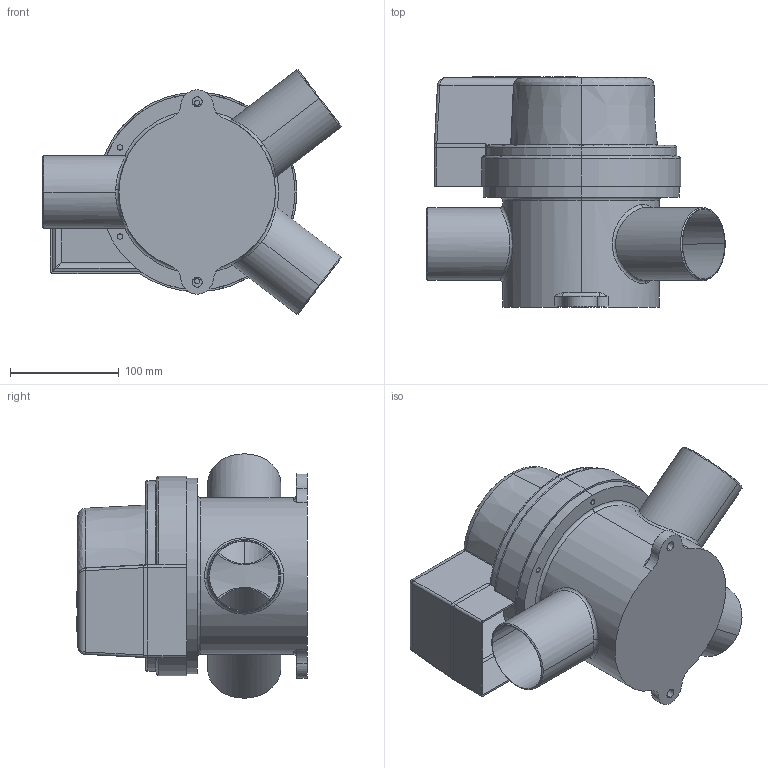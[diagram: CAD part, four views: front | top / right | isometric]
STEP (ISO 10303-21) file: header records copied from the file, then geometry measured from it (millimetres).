
FILE_DESCRIPTION (( 'STEP AP214' ), '1' );
FILE_NAME ('V-200-00.STEP', '2012-04-02T16:27:55', ( '' ), ( '' ), 'SwSTEP 2.0', 'SolidWorks 2012', '' );
FILE_SCHEMA (( 'AUTOMOTIVE_DESIGN' ));
Length unit declared in the file: millimetre
Products named in the file (1): V-200-00
Bounding box: 274.44 x 212 x 224.83 mm (x, y, z)
Surface area: 340984.2 mm2 (no closed solid volume)
Topology: 0 solids, 6 shells, 422 faces, 1218 edges, 799 vertices
Faces by surface type: bspline 165, plane 162, cylinder 71, torus 16, cone 8
Entity records: 31888 total; most frequent: CARTESIAN_POINT 17623, ORIENTED_EDGE 2221, DIRECTION 1445, EDGE_CURVE 1211, VERTEX_POINT 799, VECTOR 515, LINE 515, B_SPLINE_CURVE_WITH_KNOTS 474
